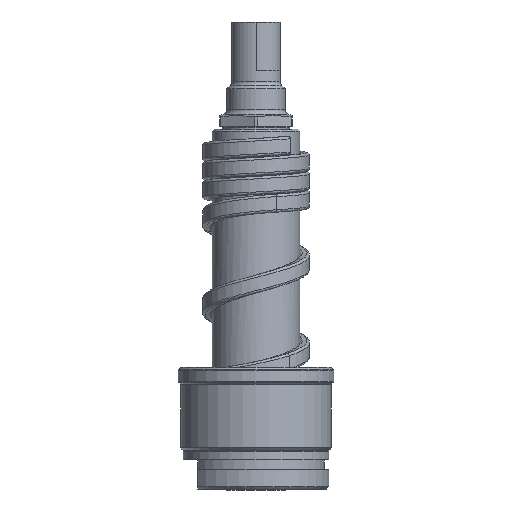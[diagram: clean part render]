
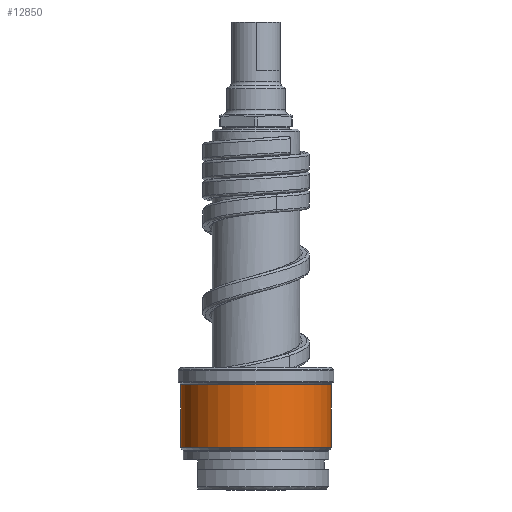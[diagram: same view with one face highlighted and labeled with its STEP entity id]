
A CAD part, front view. The second image highlights one B-rep face of the part: STEP entity #12850.
In plain terms, the highlighted cylindrical face has radius 15.5 mm (diameter 31 mm), a partial arc.
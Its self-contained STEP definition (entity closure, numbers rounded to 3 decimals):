
#4210=CARTESIAN_POINT('',(0.,0.,8.583));
#4211=DIRECTION('',(0.,0.,1.));
#4212=DIRECTION('',(-1.,0.,0.));
#4213=AXIS2_PLACEMENT_3D('',#4210,#4211,#4212);
#4215=DIRECTION('',(0.,0.,-1.));
#4216=VECTOR('',#4215,12.835);
#4217=CARTESIAN_POINT('',(-15.5,0.,21.417));
#4218=LINE('',#4217,#4216);
#4219=CARTESIAN_POINT('',(0.,0.,21.417));
#4220=DIRECTION('',(0.,0.,1.));
#4221=DIRECTION('',(-1.,0.,0.));
#4222=AXIS2_PLACEMENT_3D('',#4219,#4220,#4221);
#4224=DIRECTION('',(0.,0.,-1.));
#4225=VECTOR('',#4224,12.835);
#4226=CARTESIAN_POINT('',(15.5,0.,21.417));
#4227=LINE('',#4226,#4225);
#5762=CARTESIAN_POINT('',(15.5,0.,21.417));
#5763=CARTESIAN_POINT('',(-15.5,0.,21.417));
#5764=VERTEX_POINT('',#5762);
#5765=VERTEX_POINT('',#5763);
#5788=CARTESIAN_POINT('',(15.5,0.,8.583));
#5789=VERTEX_POINT('',#5788);
#5790=CARTESIAN_POINT('',(-15.5,0.,8.583));
#5791=VERTEX_POINT('',#5790);
#12838=CARTESIAN_POINT('',(0.,0.,7.15));
#12839=DIRECTION('',(0.,0.,1.));
#12840=DIRECTION('',(-1.,0.,0.));
#12841=AXIS2_PLACEMENT_3D('',#12838,#12839,#12840);
#12842=CYLINDRICAL_SURFACE('',#12841,15.5);
#12843=ORIENTED_EDGE('',*,*,#12810,.F.);
#12844=ORIENTED_EDGE('',*,*,#12828,.F.);
#12846=ORIENTED_EDGE('',*,*,#12845,.T.);
#12847=ORIENTED_EDGE('',*,*,#12824,.T.);
#12848=EDGE_LOOP('',(#12843,#12844,#12846,#12847));
#12849=FACE_OUTER_BOUND('',#12848,.F.);
#4214=CIRCLE('',#4213,15.5);
#4223=CIRCLE('',#4222,15.5);
#12810=EDGE_CURVE('',#5791,#5789,#4214,.T.);
#12824=EDGE_CURVE('',#5764,#5789,#4227,.T.);
#12828=EDGE_CURVE('',#5765,#5791,#4218,.T.);
#12845=EDGE_CURVE('',#5765,#5764,#4223,.T.);
#12850=ADVANCED_FACE('',(#12849),#12842,.T.);
